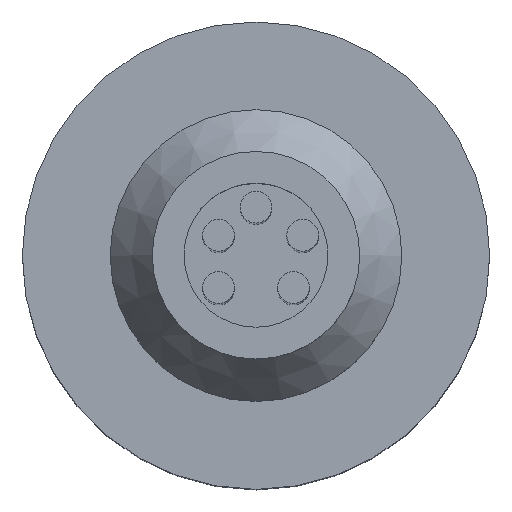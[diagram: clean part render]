
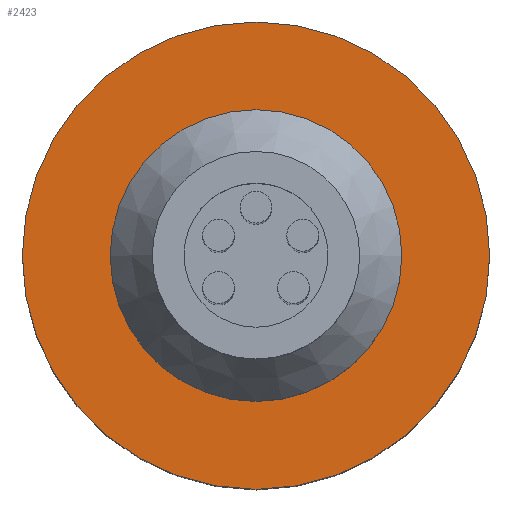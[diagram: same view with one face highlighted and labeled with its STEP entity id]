
A CAD part, top view. The second image highlights one B-rep face of the part: STEP entity #2423.
In plain terms, the highlighted planar face has unit normal (0, 0, 1).
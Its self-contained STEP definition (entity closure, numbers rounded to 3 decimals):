
#83=CIRCLE($,#2561,7.8);
#84=CIRCLE($,#2563,12.5);
#135=FACE_BOUND($,#521,.T.);
#136=FACE_BOUND($,#522,.T.);
#200=PLANE($,#2564);
#521=EDGE_LOOP($,(#2116));
#522=EDGE_LOOP($,(#2117));
#1189=VERTEX_POINT($,#4259);
#1190=VERTEX_POINT($,#4262);
#1499=EDGE_CURVE($,#1189,#1189,#83,.T.);
#1500=EDGE_CURVE($,#1190,#1190,#84,.T.);
#2116=ORIENTED_EDGE($,*,*,#1499,.T.);
#2117=ORIENTED_EDGE($,*,*,#1500,.F.);
#2423=ADVANCED_FACE($,(#135,#136),#200,.F.);
#2561=AXIS2_PLACEMENT_3D($,#4260,#3013,#3014);
#2563=AXIS2_PLACEMENT_3D($,#4263,#3017,#3018);
#2564=AXIS2_PLACEMENT_3D($,#4264,#3019,#3020);
#3013=DIRECTION('center_axis',(0.,0.,-1.));
#3014=DIRECTION('ref_axis',(-1.,0.,0.));
#3017=DIRECTION('center_axis',(0.,0.,-1.));
#3018=DIRECTION('ref_axis',(-1.,0.,0.));
#3019=DIRECTION('center_axis',(0.,0.,-1.));
#3020=DIRECTION('ref_axis',(-1.,0.,0.));
#4259=CARTESIAN_POINT('',(7.8,0.,19.));
#4260=CARTESIAN_POINT('Origin',(0.,0.,19.));
#4262=CARTESIAN_POINT('',(12.5,0.,19.));
#4263=CARTESIAN_POINT('Origin',(0.,0.,19.));
#4264=CARTESIAN_POINT('Origin',(0.,0.,19.));
